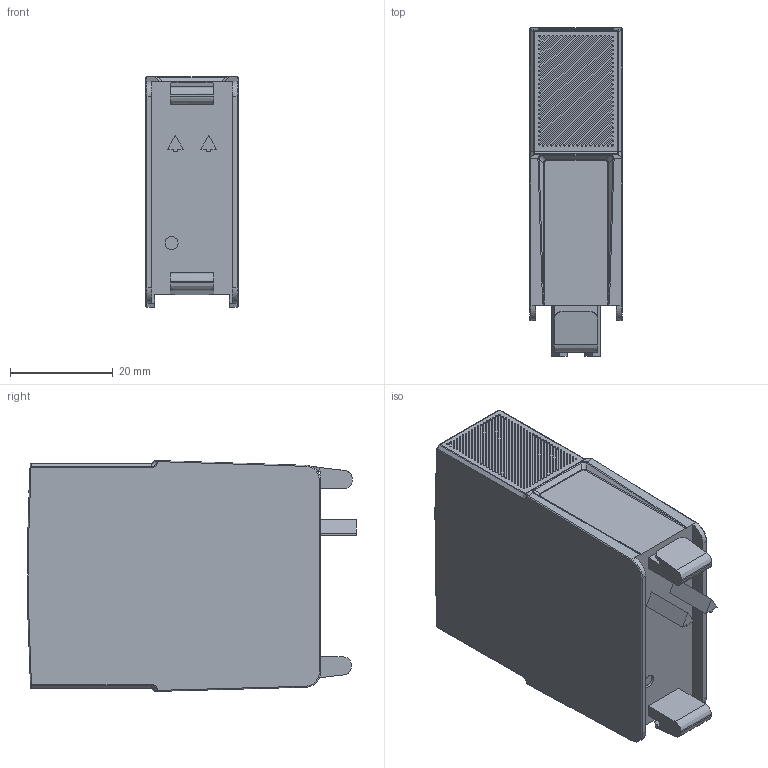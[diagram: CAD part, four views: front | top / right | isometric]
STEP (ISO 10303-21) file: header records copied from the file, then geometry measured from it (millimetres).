
FILE_DESCRIPTION((''),'2;1');
FILE_NAME('59_MODULE_T2_RC','2021-01-08T14:24:43',('Sebastjan.kamensek'),('Audax d.o.o.'),'CREO PARAMETRIC BY PTC INC, 2020281','CREO PARAMETRIC BY PTC INC, 2020281','');
FILE_SCHEMA(('AP242_MANAGED_MODEL_BASED_3D_ENGINEERING_MIM_LF { 1 0 10303 442 1 1 4 }'));
Length unit declared in the file: millimetre
Products named in the file (1): 59_MODULE_T2_RC
Bounding box: 18 x 64.14 x 45 mm (x, y, z)
Volume: 41574.9 mm3; surface area: 10749.9 mm2
Topology: 1 solids, 3 shells, 447 faces, 1052 edges, 660 vertices
Faces by surface type: plane 209, cylinder 162, bspline 35, sphere 17, torus 16, cone 4, extrusion 4
Entity records: 22961 total; most frequent: CARTESIAN_POINT 4743, ORIENTED_EDGE 2104, DIRECTION 2096, PRESENTATION_STYLE_ASSIGNMENT 1451, STYLED_ITEM 1110, CURVE_STYLE 1052, EDGE_CURVE 1052, AXIS2_PLACEMENT_3D 739
